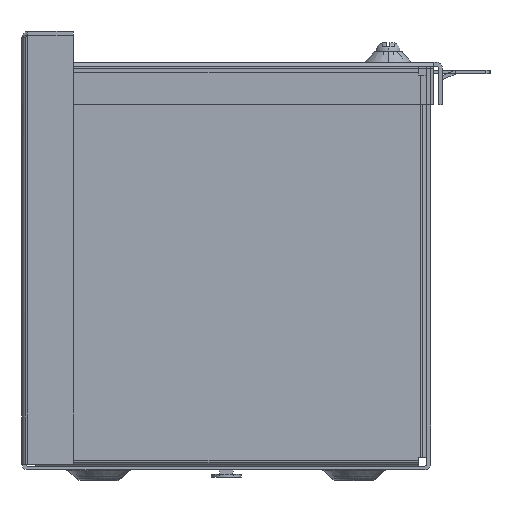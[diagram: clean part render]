
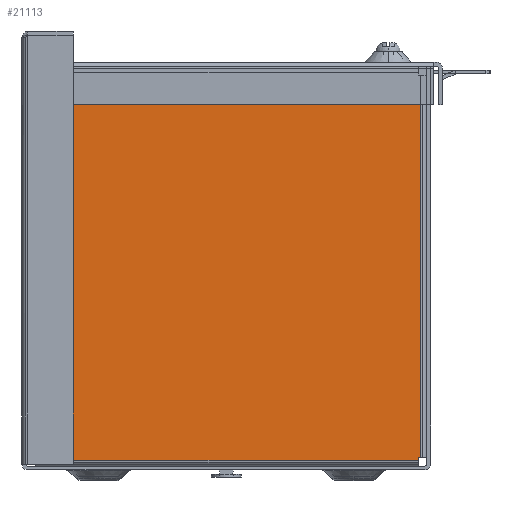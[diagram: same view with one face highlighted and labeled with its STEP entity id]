
A CAD part, left-side view. The second image highlights one B-rep face of the part: STEP entity #21113.
In plain terms, the highlighted planar face has unit normal (-1, 0, 0).
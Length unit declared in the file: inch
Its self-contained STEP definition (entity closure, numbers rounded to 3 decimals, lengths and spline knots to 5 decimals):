
#1208 = CARTESIAN_POINT ( 'NONE',  ( -30., -2.818, 5.798 ) ) ;
#1290 = VERTEX_POINT ( 'NONE', #31972 ) ;
#1430 = VECTOR ( 'NONE', #20227, 39.37008 ) ;
#1620 = VERTEX_POINT ( 'NONE', #3095 ) ;
#1701 = EDGE_CURVE ( 'NONE', #24165, #20784, #17812, .T. ) ;
#2522 = EDGE_CURVE ( 'NONE', #10895, #21873, #25734, .T. ) ;
#2640 = VERTEX_POINT ( 'NONE', #34768 ) ;
#2993 = EDGE_CURVE ( 'NONE', #3414, #10895, #28317, .T. ) ;
#3095 = CARTESIAN_POINT ( 'NONE',  ( -30., -2.857, 5.798 ) ) ;
#3400 = DIRECTION ( 'NONE',  ( 0., 0., -1. ) ) ;
#3414 = VERTEX_POINT ( 'NONE', #37135 ) ;
#4521 = VECTOR ( 'NONE', #19661, 39.37008 ) ;
#4551 = CARTESIAN_POINT ( 'NONE',  ( -30., -2.818, 5.837 ) ) ;
#4734 = VECTOR ( 'NONE', #31324, 39.37008 ) ;
#4835 = ORIENTED_EDGE ( 'NONE', *, *, #32521, .T. ) ;
#5474 = EDGE_CURVE ( 'NONE', #29495, #3414, #20385, .T. ) ;
#5713 = PLANE ( 'NONE',  #20557 ) ;
#5807 = VERTEX_POINT ( 'NONE', #20352 ) ;
#5901 = DIRECTION ( 'NONE',  ( 0., 1., 0. ) ) ;
#6449 = DIRECTION ( 'NONE',  ( 0., 0., -1. ) ) ;
#6450 = EDGE_CURVE ( 'NONE', #33756, #29495, #12688, .T. ) ;
#6659 = VECTOR ( 'NONE', #26142, 39.37008 ) ;
#6724 = CARTESIAN_POINT ( 'NONE',  ( -30., 2.798, 0.182 ) ) ;
#6809 = VECTOR ( 'NONE', #20801, 39.37008 ) ;
#7259 = ORIENTED_EDGE ( 'NONE', *, *, #23706, .T. ) ;
#7505 = ORIENTED_EDGE ( 'NONE', *, *, #33363, .T. ) ;
#8027 = VECTOR ( 'NONE', #3400, 39.37008 ) ;
#8719 = LINE ( 'NONE', #28513, #1430 ) ;
#9041 = LINE ( 'NONE', #20549, #8027 ) ;
#9086 = DIRECTION ( 'NONE',  ( -1., 0., 0. ) ) ;
#9574 = VECTOR ( 'NONE', #6449, 39.37008 ) ;
#10092 = DIRECTION ( 'NONE',  ( 0., -1., 0. ) ) ;
#10785 = CARTESIAN_POINT ( 'NONE',  ( -30., 2.923, 5.798 ) ) ;
#10895 = VERTEX_POINT ( 'NONE', #28058 ) ;
#12078 = CARTESIAN_POINT ( 'NONE',  ( -30., 2.798, 5.798 ) ) ;
#12688 = LINE ( 'NONE', #25489, #4521 ) ;
#13067 = VERTEX_POINT ( 'NONE', #33343 ) ;
#14777 = CARTESIAN_POINT ( 'NONE',  ( -30., -2.818, 0.182 ) ) ;
#14986 = ORIENTED_EDGE ( 'NONE', *, *, #2522, .T. ) ;
#14994 = DIRECTION ( 'NONE',  ( 0., 1., 0. ) ) ;
#16190 = ORIENTED_EDGE ( 'NONE', *, *, #2993, .T. ) ;
#16303 = EDGE_CURVE ( 'NONE', #5807, #1620, #8719, .T. ) ;
#17401 = CARTESIAN_POINT ( 'NONE',  ( -30., -2.943, 5.923 ) ) ;
#17812 = LINE ( 'NONE', #28922, #27386 ) ;
#18083 = VECTOR ( 'NONE', #10092, 39.37008 ) ;
#18102 = CARTESIAN_POINT ( 'NONE',  ( -30., 2.798, 0.143 ) ) ;
#18436 = EDGE_CURVE ( 'NONE', #21873, #1290, #20312, .T. ) ;
#18539 = ORIENTED_EDGE ( 'NONE', *, *, #18436, .T. ) ;
#18559 = EDGE_CURVE ( 'NONE', #13067, #5807, #36277, .T. ) ;
#19661 = DIRECTION ( 'NONE',  ( 0., 1., 0. ) ) ;
#20227 = DIRECTION ( 'NONE',  ( 0., 0., 1. ) ) ;
#20312 = LINE ( 'NONE', #6724, #6659 ) ;
#20352 = CARTESIAN_POINT ( 'NONE',  ( -30., -2.857, 0.182 ) ) ;
#20385 = LINE ( 'NONE', #12078, #9574 ) ;
#20549 = CARTESIAN_POINT ( 'NONE',  ( -30., 2.798, 0.057 ) ) ;
#20557 = AXIS2_PLACEMENT_3D ( 'NONE', #17401, #9086, #5901 ) ;
#20609 = LINE ( 'NONE', #23429, #30384 ) ;
#20784 = VERTEX_POINT ( 'NONE', #29861 ) ;
#20801 = DIRECTION ( 'NONE',  ( 0., 0., 1. ) ) ;
#21113 = ADVANCED_FACE ( 'NONE', ( #26064 ), #5713, .T. ) ;
#21873 = VERTEX_POINT ( 'NONE', #22724 ) ;
#22372 = ORIENTED_EDGE ( 'NONE', *, *, #1701, .T. ) ;
#22724 = CARTESIAN_POINT ( 'NONE',  ( -30., 2.837, 0.182 ) ) ;
#23066 = LINE ( 'NONE', #14777, #6809 ) ;
#23429 = CARTESIAN_POINT ( 'NONE',  ( -30., -2.818, 5.923 ) ) ;
#23706 = EDGE_CURVE ( 'NONE', #20784, #13067, #23066, .T. ) ;
#23852 = LINE ( 'NONE', #1208, #33868 ) ;
#24165 = VERTEX_POINT ( 'NONE', #18102 ) ;
#24987 = ORIENTED_EDGE ( 'NONE', *, *, #18559, .T. ) ;
#25489 = CARTESIAN_POINT ( 'NONE',  ( -30., -2.943, 5.837 ) ) ;
#25734 = LINE ( 'NONE', #34586, #26056 ) ;
#26056 = VECTOR ( 'NONE', #31188, 39.37008 ) ;
#26064 = FACE_OUTER_BOUND ( 'NONE', #32166, .T. ) ;
#26142 = DIRECTION ( 'NONE',  ( 0., -1., 0. ) ) ;
#26463 = DIRECTION ( 'NONE',  ( 0., -1., 0. ) ) ;
#27321 = EDGE_CURVE ( 'NONE', #2640, #33756, #20609, .T. ) ;
#27386 = VECTOR ( 'NONE', #26463, 39.37008 ) ;
#27510 = ORIENTED_EDGE ( 'NONE', *, *, #5474, .T. ) ;
#27685 = ORIENTED_EDGE ( 'NONE', *, *, #16303, .T. ) ;
#27879 = ORIENTED_EDGE ( 'NONE', *, *, #6450, .T. ) ;
#28058 = CARTESIAN_POINT ( 'NONE',  ( -30., 2.837, 5.798 ) ) ;
#28317 = LINE ( 'NONE', #10785, #4734 ) ;
#28513 = CARTESIAN_POINT ( 'NONE',  ( -30., -2.857, 5.923 ) ) ;
#28922 = CARTESIAN_POINT ( 'NONE',  ( -30., -2.943, 0.143 ) ) ;
#28968 = CARTESIAN_POINT ( 'NONE',  ( -30., 2.798, 5.837 ) ) ;
#29495 = VERTEX_POINT ( 'NONE', #28968 ) ;
#29861 = CARTESIAN_POINT ( 'NONE',  ( -30., -2.818, 0.143 ) ) ;
#30384 = VECTOR ( 'NONE', #32106, 39.37008 ) ;
#31188 = DIRECTION ( 'NONE',  ( 0., 0., -1. ) ) ;
#31324 = DIRECTION ( 'NONE',  ( 0., 1., 0. ) ) ;
#31678 = ORIENTED_EDGE ( 'NONE', *, *, #27321, .T. ) ;
#31972 = CARTESIAN_POINT ( 'NONE',  ( -30., 2.798, 0.182 ) ) ;
#32106 = DIRECTION ( 'NONE',  ( 0., 0., 1. ) ) ;
#32166 = EDGE_LOOP ( 'NONE', ( #22372, #7259, #24987, #27685, #7505, #31678, #27879, #27510, #16190, #14986, #18539, #4835 ) ) ;
#32521 = EDGE_CURVE ( 'NONE', #1290, #24165, #9041, .T. ) ;
#33343 = CARTESIAN_POINT ( 'NONE',  ( -30., -2.818, 0.182 ) ) ;
#33363 = EDGE_CURVE ( 'NONE', #1620, #2640, #23852, .T. ) ;
#33756 = VERTEX_POINT ( 'NONE', #4551 ) ;
#33868 = VECTOR ( 'NONE', #14994, 39.37008 ) ;
#34586 = CARTESIAN_POINT ( 'NONE',  ( -30., 2.837, 5.923 ) ) ;
#34768 = CARTESIAN_POINT ( 'NONE',  ( -30., -2.818, 5.798 ) ) ;
#35912 = CARTESIAN_POINT ( 'NONE',  ( -30., -2.943, 0.182 ) ) ;
#36277 = LINE ( 'NONE', #35912, #18083 ) ;
#37135 = CARTESIAN_POINT ( 'NONE',  ( -30., 2.798, 5.798 ) ) ;
